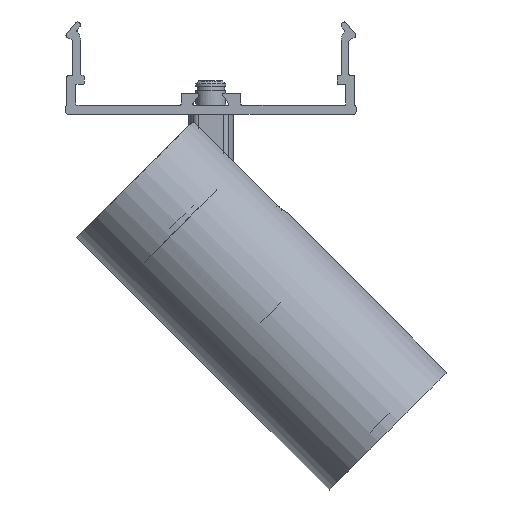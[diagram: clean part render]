
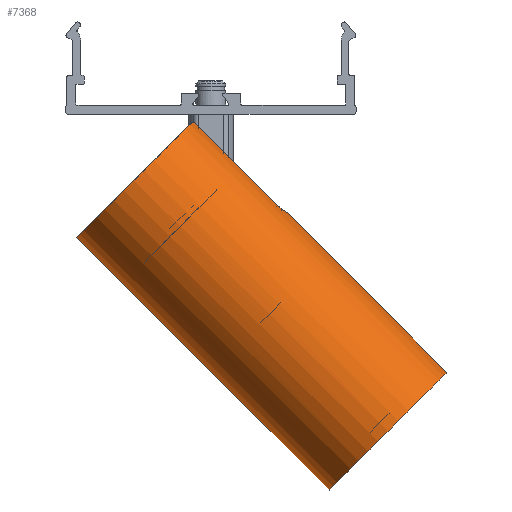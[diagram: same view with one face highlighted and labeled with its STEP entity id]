
A CAD part, front view. The second image highlights one B-rep face of the part: STEP entity #7368.
In plain terms, the highlighted cylindrical face has radius 14 mm (diameter 28 mm), a full revolution.
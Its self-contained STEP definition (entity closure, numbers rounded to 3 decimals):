
#687=FACE_OUTER_BOUND('',#1114,.T.);
#1114=EDGE_LOOP('',(#6129,#6130,#6131,#6132,#6133,#6134,#6135,#6136,#6137,
#6138));
#1581=LINE('',#14648,#2049);
#1591=LINE('',#14686,#2059);
#1592=LINE('',#14719,#2060);
#2049=VECTOR('',#9564,10.);
#2059=VECTOR('',#9578,10.);
#2060=VECTOR('',#9597,14.);
#2459=CIRCLE('',#8052,14.);
#2460=CIRCLE('',#8053,14.);
#2461=CIRCLE('',#8054,14.);
#2686=B_SPLINE_CURVE_WITH_KNOTS('',3,(#14635,#14636,#14637,#14638,#14639,
#14640,#14641,#14642),.UNSPECIFIED.,.F.,.F.,(4,2,2,4),(0.,0.057,
0.113,0.134),.UNSPECIFIED.);
#2688=B_SPLINE_CURVE_WITH_KNOTS('',3,(#14668,#14669,#14670,#14671,#14672,
#14673,#14674,#14675),.UNSPECIFIED.,.F.,.F.,(4,2,2,4),(0.319,
0.341,0.397,0.454),.UNSPECIFIED.);
#2690=B_SPLINE_CURVE_WITH_KNOTS('',3,(#14698,#14699,#14700,#14701,#14702,
#14703,#14704,#14705,#14706,#14707),.UNSPECIFIED.,.F.,.F.,(4,2,2,2,4),(0.359,
0.455,0.606,0.758,0.853),
 .UNSPECIFIED.);
#3268=VERTEX_POINT('',#14632);
#3269=VERTEX_POINT('',#14634);
#3271=VERTEX_POINT('',#14647);
#3276=VERTEX_POINT('',#14665);
#3277=VERTEX_POINT('',#14667);
#3281=VERTEX_POINT('',#14684);
#3283=VERTEX_POINT('',#14716);
#3284=VERTEX_POINT('',#14718);
#4276=EDGE_CURVE('',#3269,#3268,#2686,.T.);
#4279=EDGE_CURVE('',#3271,#3269,#1581,.T.);
#4285=EDGE_CURVE('',#3277,#3276,#2688,.T.);
#4291=EDGE_CURVE('',#3276,#3281,#1591,.T.);
#4293=EDGE_CURVE('',#3268,#3277,#2690,.T.);
#4298=EDGE_CURVE('',#3283,#3281,#2459,.T.);
#4299=EDGE_CURVE('',#3283,#3284,#1592,.T.);
#4300=EDGE_CURVE('',#3284,#3284,#2460,.T.);
#4301=EDGE_CURVE('',#3271,#3283,#2461,.T.);
#6129=ORIENTED_EDGE('',*,*,#4279,.T.);
#6130=ORIENTED_EDGE('',*,*,#4276,.T.);
#6131=ORIENTED_EDGE('',*,*,#4293,.T.);
#6132=ORIENTED_EDGE('',*,*,#4285,.T.);
#6133=ORIENTED_EDGE('',*,*,#4291,.T.);
#6134=ORIENTED_EDGE('',*,*,#4298,.F.);
#6135=ORIENTED_EDGE('',*,*,#4299,.T.);
#6136=ORIENTED_EDGE('',*,*,#4300,.T.);
#6137=ORIENTED_EDGE('',*,*,#4299,.F.);
#6138=ORIENTED_EDGE('',*,*,#4301,.F.);
#7093=CYLINDRICAL_SURFACE('',#8051,14.);
#7368=ADVANCED_FACE('',(#687),#7093,.T.);
#8051=AXIS2_PLACEMENT_3D('',#14715,#9593,#9594);
#8052=AXIS2_PLACEMENT_3D('',#14717,#9595,#9596);
#8053=AXIS2_PLACEMENT_3D('',#14720,#9598,#9599);
#8054=AXIS2_PLACEMENT_3D('',#14721,#9600,#9601);
#9564=DIRECTION('',(0.707,0.,-0.707));
#9578=DIRECTION('',(-0.707,0.,0.707));
#9593=DIRECTION('center_axis',(-0.707,0.,
0.707));
#9594=DIRECTION('ref_axis',(0.,-1.,0.));
#9595=DIRECTION('center_axis',(-0.707,0.,
0.707));
#9596=DIRECTION('ref_axis',(0.,1.,0.));
#9597=DIRECTION('',(0.707,0.,-0.707));
#9598=DIRECTION('center_axis',(-0.707,0.,
0.707));
#9599=DIRECTION('ref_axis',(0.,1.,0.));
#9600=DIRECTION('center_axis',(-0.707,0.,
0.707));
#9601=DIRECTION('ref_axis',(0.,1.,0.));
#14632=CARTESIAN_POINT('',(12.086,-67.6,-16.081));
#14634=CARTESIAN_POINT('',(11.154,-67.,-15.315));
#14635=CARTESIAN_POINT('Ctrl Pts',(11.154,-67.,-15.315));
#14636=CARTESIAN_POINT('Ctrl Pts',(11.288,-67.,-15.449));
#14637=CARTESIAN_POINT('Ctrl Pts',(11.436,-67.038,-15.585));
#14638=CARTESIAN_POINT('Ctrl Pts',(11.719,-67.19,-15.823));
#14639=CARTESIAN_POINT('Ctrl Pts',(11.854,-67.305,-15.925));
#14640=CARTESIAN_POINT('Ctrl Pts',(12.007,-67.487,-16.03));
#14641=CARTESIAN_POINT('Ctrl Pts',(12.048,-67.541,-16.057));
#14642=CARTESIAN_POINT('Ctrl Pts',(12.086,-67.6,-16.081));
#14647=CARTESIAN_POINT('',(-2.988,-67.,-1.173));
#14648=CARTESIAN_POINT('',(18.226,-67.,-22.386));
#14665=CARTESIAN_POINT('',(11.154,-73.,-15.315));
#14667=CARTESIAN_POINT('',(12.086,-72.4,-16.081));
#14668=CARTESIAN_POINT('Ctrl Pts',(12.086,-72.4,-16.081));
#14669=CARTESIAN_POINT('Ctrl Pts',(12.048,-72.459,-16.057));
#14670=CARTESIAN_POINT('Ctrl Pts',(12.007,-72.513,-16.03));
#14671=CARTESIAN_POINT('Ctrl Pts',(11.854,-72.695,-15.925));
#14672=CARTESIAN_POINT('Ctrl Pts',(11.719,-72.81,-15.823));
#14673=CARTESIAN_POINT('Ctrl Pts',(11.436,-72.962,-15.585));
#14674=CARTESIAN_POINT('Ctrl Pts',(11.288,-73.,-15.449));
#14675=CARTESIAN_POINT('Ctrl Pts',(11.154,-73.,-15.315));
#14684=CARTESIAN_POINT('',(-2.988,-73.,-1.173));
#14686=CARTESIAN_POINT('',(18.226,-73.,-22.386));
#14698=CARTESIAN_POINT('Ctrl Pts',(12.086,-67.6,-16.081));
#14699=CARTESIAN_POINT('Ctrl Pts',(12.258,-67.862,-16.187));
#14700=CARTESIAN_POINT('Ctrl Pts',(12.407,-68.155,-16.276));
#14701=CARTESIAN_POINT('Ctrl Pts',(12.706,-68.958,-16.449));
#14702=CARTESIAN_POINT('Ctrl Pts',(12.799,-69.495,-16.5));
#14703=CARTESIAN_POINT('Ctrl Pts',(12.799,-70.505,-16.5));
#14704=CARTESIAN_POINT('Ctrl Pts',(12.706,-71.042,-16.449));
#14705=CARTESIAN_POINT('Ctrl Pts',(12.407,-71.845,-16.276));
#14706=CARTESIAN_POINT('Ctrl Pts',(12.258,-72.138,-16.187));
#14707=CARTESIAN_POINT('Ctrl Pts',(12.086,-72.4,-16.081));
#14715=CARTESIAN_POINT('Origin',(8.556,-70.,-32.056));
#14716=CARTESIAN_POINT('',(-12.657,-56.,-10.843));
#14717=CARTESIAN_POINT('Origin',(-12.657,-70.,-10.843));
#14718=CARTESIAN_POINT('',(29.769,-56.,-53.269));
#14719=CARTESIAN_POINT('',(8.556,-56.,-32.056));
#14720=CARTESIAN_POINT('Origin',(29.769,-70.,-53.269));
#14721=CARTESIAN_POINT('Origin',(-12.657,-70.,-10.843));
